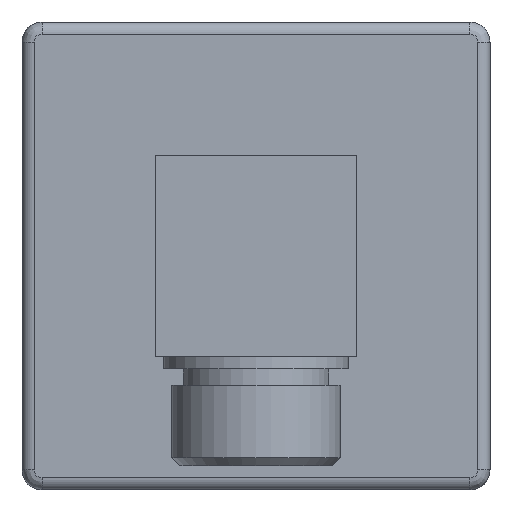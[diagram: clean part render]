
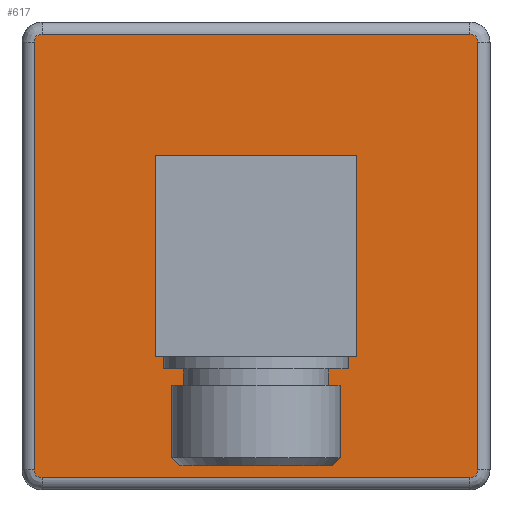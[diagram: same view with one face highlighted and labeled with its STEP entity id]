
A CAD part, front view. The second image highlights one B-rep face of the part: STEP entity #617.
In plain terms, the highlighted planar face has unit normal (0, -1, 0).
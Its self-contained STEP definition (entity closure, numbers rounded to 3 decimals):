
#99=LINE('',#1149,#140);
#101=LINE('',#1155,#142);
#102=LINE('',#1159,#143);
#103=LINE('',#1163,#144);
#140=VECTOR('',#917,53.);
#142=VECTOR('',#923,53.);
#143=VECTOR('',#926,53.);
#144=VECTOR('',#929,53.);
#188=FACE_OUTER_BOUND('',#229,.T.);
#229=EDGE_LOOP('',(#483,#484,#485,#486,#487,#488,#489,#490));
#270=CIRCLE('',#766,1.);
#273=CIRCLE('',#771,1.);
#274=CIRCLE('',#772,1.);
#275=CIRCLE('',#773,1.);
#320=VERTEX_POINT('',#1142);
#321=VERTEX_POINT('',#1144);
#322=VERTEX_POINT('',#1148);
#324=VERTEX_POINT('',#1154);
#325=VERTEX_POINT('',#1156);
#326=VERTEX_POINT('',#1158);
#327=VERTEX_POINT('',#1160);
#328=VERTEX_POINT('',#1162);
#378=EDGE_CURVE('',#321,#320,#270,.T.);
#380=EDGE_CURVE('',#322,#321,#99,.T.);
#383=EDGE_CURVE('',#320,#324,#101,.T.);
#384=EDGE_CURVE('',#324,#325,#273,.T.);
#385=EDGE_CURVE('',#325,#326,#102,.T.);
#386=EDGE_CURVE('',#326,#327,#274,.T.);
#387=EDGE_CURVE('',#327,#328,#103,.T.);
#388=EDGE_CURVE('',#328,#322,#275,.T.);
#483=ORIENTED_EDGE('',*,*,#380,.T.);
#484=ORIENTED_EDGE('',*,*,#378,.T.);
#485=ORIENTED_EDGE('',*,*,#383,.T.);
#486=ORIENTED_EDGE('',*,*,#384,.T.);
#487=ORIENTED_EDGE('',*,*,#385,.T.);
#488=ORIENTED_EDGE('',*,*,#386,.T.);
#489=ORIENTED_EDGE('',*,*,#387,.T.);
#490=ORIENTED_EDGE('',*,*,#388,.T.);
#593=PLANE('',#770);
#617=ADVANCED_FACE('',(#188),#593,.T.);
#766=AXIS2_PLACEMENT_3D('',#1145,#911,#912);
#770=AXIS2_PLACEMENT_3D('',#1153,#921,#922);
#771=AXIS2_PLACEMENT_3D('',#1157,#924,#925);
#772=AXIS2_PLACEMENT_3D('',#1161,#927,#928);
#773=AXIS2_PLACEMENT_3D('',#1164,#930,#931);
#911=DIRECTION('center_axis',(0.,-1.,0.));
#912=DIRECTION('ref_axis',(0.,0.,1.));
#917=DIRECTION('',(-1.,0.,0.));
#921=DIRECTION('center_axis',(0.,-1.,0.));
#922=DIRECTION('ref_axis',(-1.,0.,0.));
#923=DIRECTION('',(0.,0.,-1.));
#924=DIRECTION('center_axis',(0.,-1.,0.));
#925=DIRECTION('ref_axis',(-1.,0.,0.));
#926=DIRECTION('',(1.,0.,0.));
#927=DIRECTION('center_axis',(0.,-1.,0.));
#928=DIRECTION('ref_axis',(0.,0.,-1.));
#929=DIRECTION('',(0.,0.,1.));
#930=DIRECTION('center_axis',(0.,-1.,0.));
#931=DIRECTION('ref_axis',(1.,0.,0.));
#1142=CARTESIAN_POINT('',(-46.38,341.94,73.06));
#1144=CARTESIAN_POINT('',(-45.38,341.94,74.06));
#1145=CARTESIAN_POINT('Origin',(-45.38,341.94,73.06));
#1148=CARTESIAN_POINT('',(7.62,341.94,74.06));
#1149=CARTESIAN_POINT('',(7.62,341.94,74.06));
#1153=CARTESIAN_POINT('Origin',(-18.88,341.94,46.56));
#1154=CARTESIAN_POINT('',(-46.38,341.94,20.06));
#1155=CARTESIAN_POINT('',(-46.38,341.94,73.06));
#1156=CARTESIAN_POINT('',(-45.38,341.94,19.06));
#1157=CARTESIAN_POINT('Origin',(-45.38,341.94,20.06));
#1158=CARTESIAN_POINT('',(7.62,341.94,19.06));
#1159=CARTESIAN_POINT('',(-45.38,341.94,19.06));
#1160=CARTESIAN_POINT('',(8.62,341.94,20.06));
#1161=CARTESIAN_POINT('Origin',(7.62,341.94,20.06));
#1162=CARTESIAN_POINT('',(8.62,341.94,73.06));
#1163=CARTESIAN_POINT('',(8.62,341.94,20.06));
#1164=CARTESIAN_POINT('Origin',(7.62,341.94,73.06));
